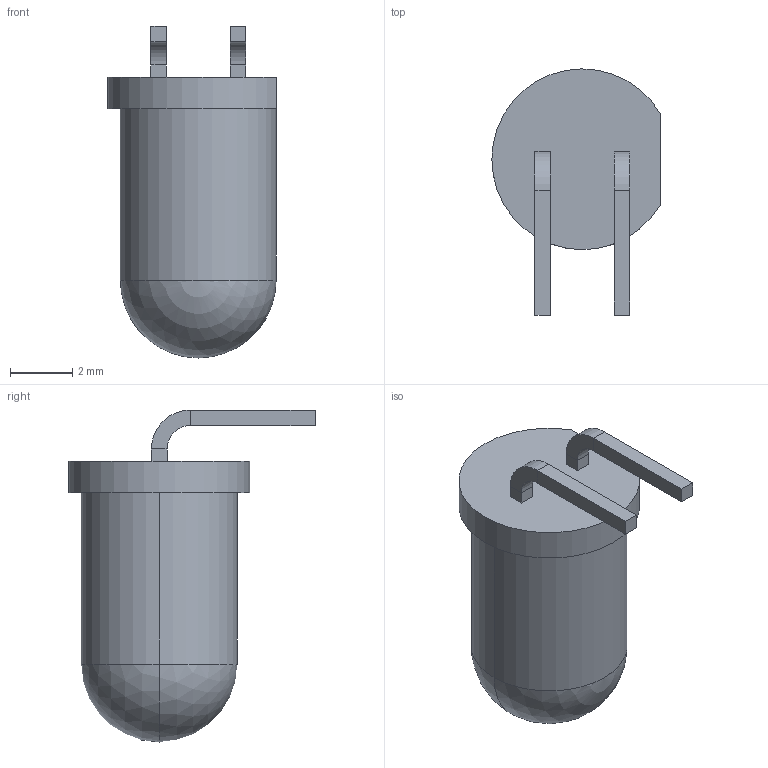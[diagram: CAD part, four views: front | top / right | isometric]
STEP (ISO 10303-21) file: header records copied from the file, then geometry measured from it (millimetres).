
FILE_DESCRIPTION (( 'STEP AP214' ), '1' );
FILE_NAME ('LED5mmR.STEP', '2018-04-18T20:30:31', ( '' ), ( '' ), 'SwSTEP 2.0', 'SolidWorks 2018', '' );
FILE_SCHEMA (( 'AUTOMOTIVE_DESIGN' ));
Length unit declared in the file: millimetre
Products named in the file (1): LED5mmR
Bounding box: 5.4 x 7.9 x 10.65 mm (x, y, z)
Volume: 169.3 mm3; surface area: 199.2 mm2
Topology: 1 solids, 1 shells, 34 faces, 75 edges, 43 vertices
Faces by surface type: plane 25, cylinder 7, sphere 2
Entity records: 1287 total; most frequent: DIRECTION 157, CARTESIAN_POINT 147, ORIENTED_EDGE 142, EDGE_CURVE 71, LINE 55, VECTOR 55, AXIS2_PLACEMENT_3D 51, VERTEX_POINT 41
